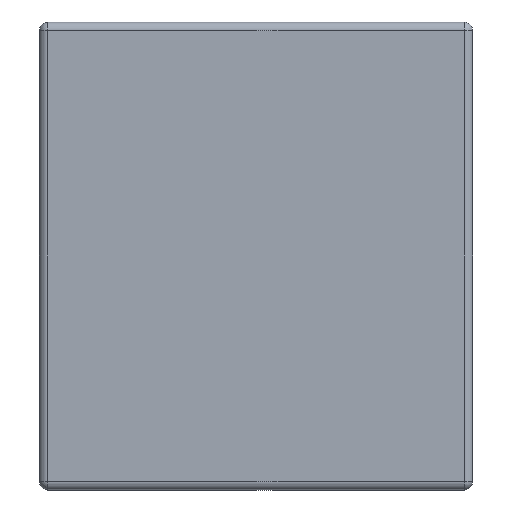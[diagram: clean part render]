
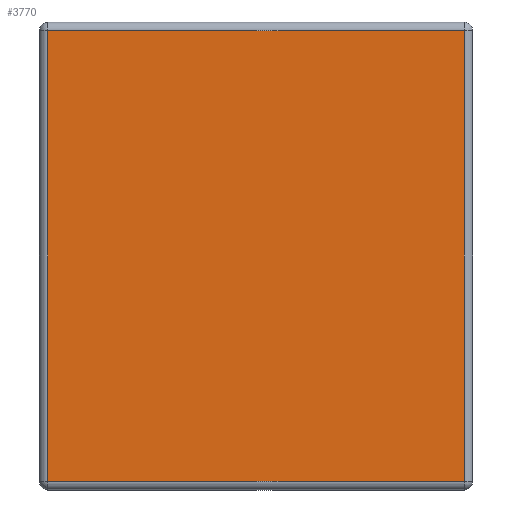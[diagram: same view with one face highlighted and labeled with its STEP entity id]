
A CAD part, left-side view. The second image highlights one B-rep face of the part: STEP entity #3770.
In plain terms, the highlighted planar face has unit normal (-1, 0, 0).
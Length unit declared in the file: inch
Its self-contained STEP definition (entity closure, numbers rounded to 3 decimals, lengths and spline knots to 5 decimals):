
#56=PLANE('',#4117);
#175=LINE('',#5849,#510);
#176=LINE('',#5856,#511);
#178=LINE('',#5862,#513);
#179=LINE('',#5863,#514);
#510=VECTOR('',#4649,0.3937);
#511=VECTOR('',#4660,0.3937);
#513=VECTOR('',#4666,0.3937);
#514=VECTOR('',#4667,0.3937);
#948=FACE_OUTER_BOUND('',#1151,.T.);
#1151=EDGE_LOOP('',(#2599,#2600,#2601,#2602));
#1577=VERTEX_POINT('',#5844);
#1578=VERTEX_POINT('',#5847);
#1579=VERTEX_POINT('',#5855);
#1581=VERTEX_POINT('',#5861);
#1967=EDGE_CURVE('',#1578,#1577,#175,.T.);
#1970=EDGE_CURVE('',#1577,#1579,#176,.T.);
#1973=EDGE_CURVE('',#1578,#1581,#178,.T.);
#1974=EDGE_CURVE('',#1579,#1581,#179,.T.);
#2599=ORIENTED_EDGE('',*,*,#1967,.F.);
#2600=ORIENTED_EDGE('',*,*,#1973,.T.);
#2601=ORIENTED_EDGE('',*,*,#1974,.F.);
#2602=ORIENTED_EDGE('',*,*,#1970,.F.);
#3770=ADVANCED_FACE('',(#948),#56,.T.);
#4117=AXIS2_PLACEMENT_3D('',#5860,#4664,#4665);
#4649=DIRECTION('',(0.,1.,0.));
#4660=DIRECTION('',(0.,0.,1.));
#4664=DIRECTION('center_axis',(-1.,0.,0.));
#4665=DIRECTION('ref_axis',(0.,-1.,0.));
#4666=DIRECTION('',(0.,0.,1.));
#4667=DIRECTION('',(0.,-1.,0.));
#5844=CARTESIAN_POINT('',(-0.06299,0.04724,0.00197));
#5847=CARTESIAN_POINT('',(-0.06299,-0.04724,0.00197));
#5849=CARTESIAN_POINT('',(-0.06299,0.02362,0.00197));
#5855=CARTESIAN_POINT('',(-0.06299,0.04724,0.10433));
#5856=CARTESIAN_POINT('',(-0.06299,0.04724,0.));
#5860=CARTESIAN_POINT('Origin',(-0.06299,0.04724,0.));
#5861=CARTESIAN_POINT('',(-0.06299,-0.04724,0.10433));
#5862=CARTESIAN_POINT('',(-0.06299,-0.04724,0.));
#5863=CARTESIAN_POINT('',(-0.06299,0.02362,0.10433));
